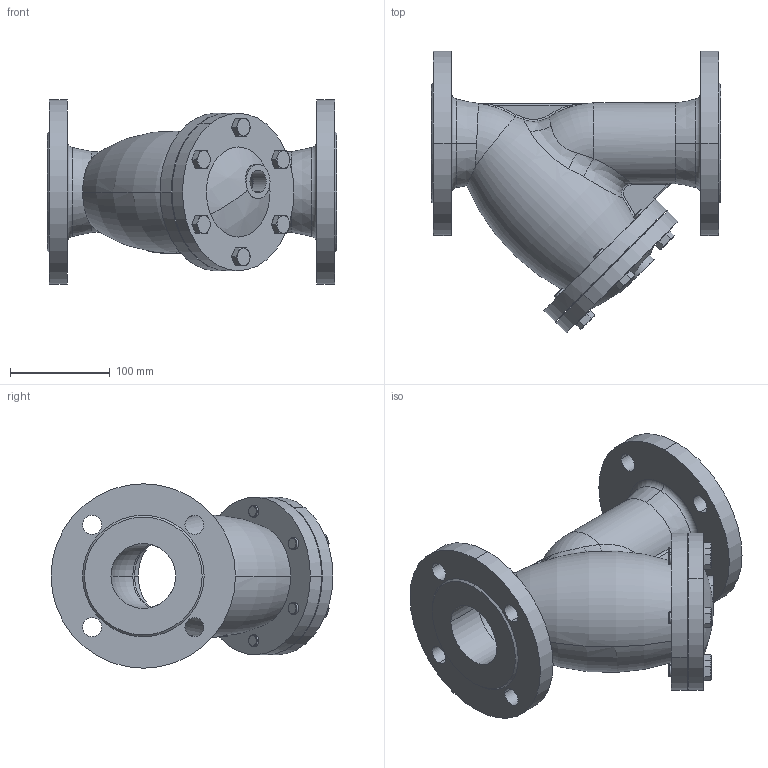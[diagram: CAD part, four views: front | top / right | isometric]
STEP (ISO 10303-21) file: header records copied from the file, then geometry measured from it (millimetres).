
FILE_DESCRIPTION (( 'STEP AP214' ), '1' );
FILE_NAME ('德标过滤器65装配体1.STEP', '2023-04-12T02:15:55', ( '' ), ( '' ), 'SwSTEP 2.0', 'SolidWorks 2023', '' );
FILE_SCHEMA (( 'AUTOMOTIVE_DESIGN' ));
Length unit declared in the file: millimetre
Products named in the file (4): hexagon head bolts-full thread gb_GB_FASTENER_BOLT_STBAB A M12X35-N; 65阀体; 65阀盖; 德标过滤器65装配体1
Assembly tree (8 placements, depth 2):
  德标过滤器65装配体1
    65阀体
    65阀盖
    hexagon head bolts-full thread gb_GB_FASTENER_BOLT_STBAB A M12X35-N  x6
Bounding box: 290 x 282.71 x 185 mm (x, y, z)
Volume: 2163901.4 mm3; surface area: 403756.8 mm2
Topology: 8 solids, 8 shells, 428 faces, 1091 edges, 693 vertices
Faces by surface type: bspline 125, plane 113, cylinder 87, cone 70, torus 31, sphere 2
Entity records: 19093 total; most frequent: CARTESIAN_POINT 12644, ORIENTED_EDGE 1534, DIRECTION 968, EDGE_CURVE 767, VERTEX_POINT 493, AXIS2_PLACEMENT_3D 425, B_SPLINE_CURVE_WITH_KNOTS 393, EDGE_LOOP 352
